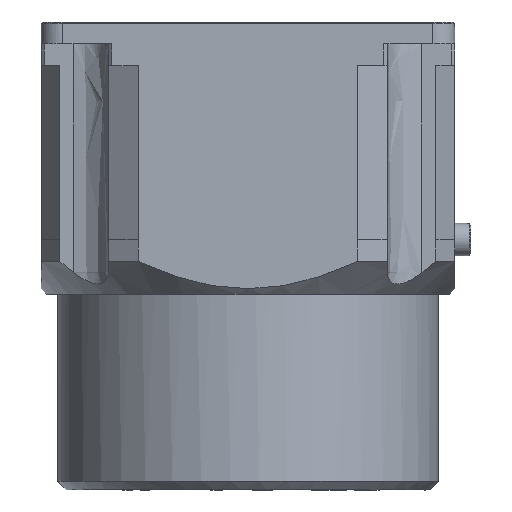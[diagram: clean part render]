
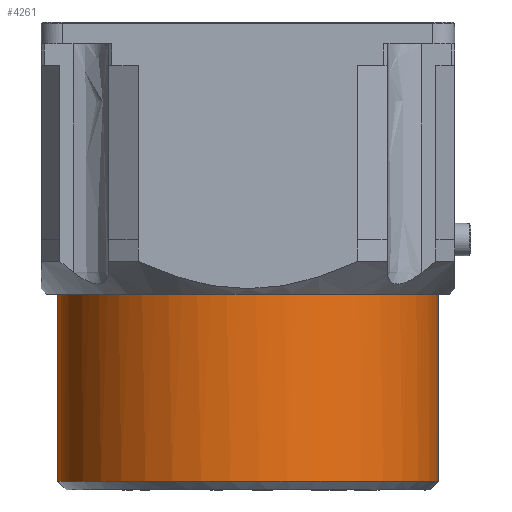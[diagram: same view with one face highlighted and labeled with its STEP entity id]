
A CAD part, front view. The second image highlights one B-rep face of the part: STEP entity #4261.
In plain terms, the highlighted free-form (B-spline) face has degree [2, 1] with [7, 2] control points.
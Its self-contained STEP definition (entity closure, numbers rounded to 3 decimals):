
#4210=CARTESIAN_POINT('',(17.5,0.,0.4));
#4211=CARTESIAN_POINT('',(17.5,0.,37.2));
#4212=CARTESIAN_POINT('',(17.5,30.311,0.4));
#4213=CARTESIAN_POINT('',(17.5,30.311,37.2));
#4214=CARTESIAN_POINT('',(-8.75,15.155,0.4));
#4215=CARTESIAN_POINT('',(-8.75,15.155,37.2));
#4216=CARTESIAN_POINT('',(-35.,0.,0.4));
#4217=CARTESIAN_POINT('',(-35.,0.,37.2));
#4218=CARTESIAN_POINT('',(-8.75,-15.155,0.4));
#4219=CARTESIAN_POINT('',(-8.75,-15.155,37.2));
#4220=CARTESIAN_POINT('',(17.5,-30.311,0.4));
#4221=CARTESIAN_POINT('',(17.5,-30.311,37.2));
#4222=CARTESIAN_POINT('',(17.5,0.,0.4));
#4223=CARTESIAN_POINT('',(17.5,0.,37.2));
#4224=(BOUNDED_SURFACE()B_SPLINE_SURFACE(2,1,((#4210,#4211),(#4212,#4213),(#4214,#4215),(#4216,#4217),(#4218,#4219),(#4220,#4221),(#4222,#4223)),.CYLINDRICAL_SURF.,.T.,.F.,.U.)B_SPLINE_SURFACE_WITH_KNOTS((3,2,2,3),(2,2),(0.,0.333,0.667,1.),(0.,0.968),.UNSPECIFIED.)GEOMETRIC_REPRESENTATION_ITEM()RATIONAL_B_SPLINE_SURFACE(((1.,1.),(0.5,0.5),(1.,1.),(0.5,0.5),(1.,1.),(0.5,0.5),(1.,1.)))REPRESENTATION_ITEM('')SURFACE());
#4225=CARTESIAN_POINT('',(17.5,0.,37.2));
#4226=VERTEX_POINT('',#4225);
#4227=CARTESIAN_POINT('',(17.5,0.,37.2));
#4228=CARTESIAN_POINT('',(17.5,-17.5,37.2));
#4229=CARTESIAN_POINT('',(0.,-17.5,37.2));
#4230=CARTESIAN_POINT('',(-17.5,-17.5,37.2));
#4231=CARTESIAN_POINT('',(-17.5,0.,37.2));
#4232=CARTESIAN_POINT('',(-17.5,17.5,37.2));
#4233=CARTESIAN_POINT('',(0.,17.5,37.2));
#4234=CARTESIAN_POINT('',(17.5,17.5,37.2));
#4235=CARTESIAN_POINT('',(17.5,0.,37.2));
#4236=(BOUNDED_CURVE()B_SPLINE_CURVE(2,(#4227,#4228,#4229,#4230,#4231,#4232,#4233,#4234,#4235),.CIRCULAR_ARC.,.T.,.U.)B_SPLINE_CURVE_WITH_KNOTS((3,2,2,2,3),(0.,0.25,0.5,0.75,1.),.UNSPECIFIED.)CURVE()GEOMETRIC_REPRESENTATION_ITEM()RATIONAL_B_SPLINE_CURVE((1.,0.707,1.,0.707,1.,0.707,1.,0.707,1.))REPRESENTATION_ITEM(''));
#4237=EDGE_CURVE('',#4226,#4226,#4236,.T.);
#4238=ORIENTED_EDGE('',*,*,#4237,.T.);
#4239=CARTESIAN_POINT('',(17.5,0.,0.4));
#4240=VERTEX_POINT('',#4239);
#4241=CARTESIAN_POINT('',(17.5,0.,37.2));
#4242=CARTESIAN_POINT('',(17.5,0.,0.4));
#4243=B_SPLINE_CURVE_WITH_KNOTS('',1,(#4241,#4242),.POLYLINE_FORM.,.F.,.U.,(2,2),(0.011,0.979),.UNSPECIFIED.);
#4244=EDGE_CURVE('',#4226,#4240,#4243,.T.);
#4245=ORIENTED_EDGE('',*,*,#4244,.T.);
#4246=CARTESIAN_POINT('',(17.5,0.,0.4));
#4247=CARTESIAN_POINT('',(17.5,17.5,0.4));
#4248=CARTESIAN_POINT('',(0.,17.5,0.4));
#4249=CARTESIAN_POINT('',(-17.5,17.5,0.4));
#4250=CARTESIAN_POINT('',(-17.5,0.,0.4));
#4251=CARTESIAN_POINT('',(-17.5,-17.5,0.4));
#4252=CARTESIAN_POINT('',(0.,-17.5,0.4));
#4253=CARTESIAN_POINT('',(17.5,-17.5,0.4));
#4254=CARTESIAN_POINT('',(17.5,0.,0.4));
#4255=(BOUNDED_CURVE()B_SPLINE_CURVE(2,(#4246,#4247,#4248,#4249,#4250,#4251,#4252,#4253,#4254),.CIRCULAR_ARC.,.T.,.U.)B_SPLINE_CURVE_WITH_KNOTS((3,2,2,2,3),(0.,0.25,0.5,0.75,1.),.UNSPECIFIED.)CURVE()GEOMETRIC_REPRESENTATION_ITEM()RATIONAL_B_SPLINE_CURVE((1.,0.707,1.,0.707,1.,0.707,1.,0.707,1.))REPRESENTATION_ITEM(''));
#4256=EDGE_CURVE('',#4240,#4240,#4255,.T.);
#4257=ORIENTED_EDGE('',*,*,#4256,.T.);
#4258=ORIENTED_EDGE('',*,*,#4244,.F.);
#4259=EDGE_LOOP('',(#4238,#4245,#4257,#4258));
#4260=FACE_OUTER_BOUND('',#4259,.T.);
#4261=ADVANCED_FACE('',(#4260),#4224,.T.);
